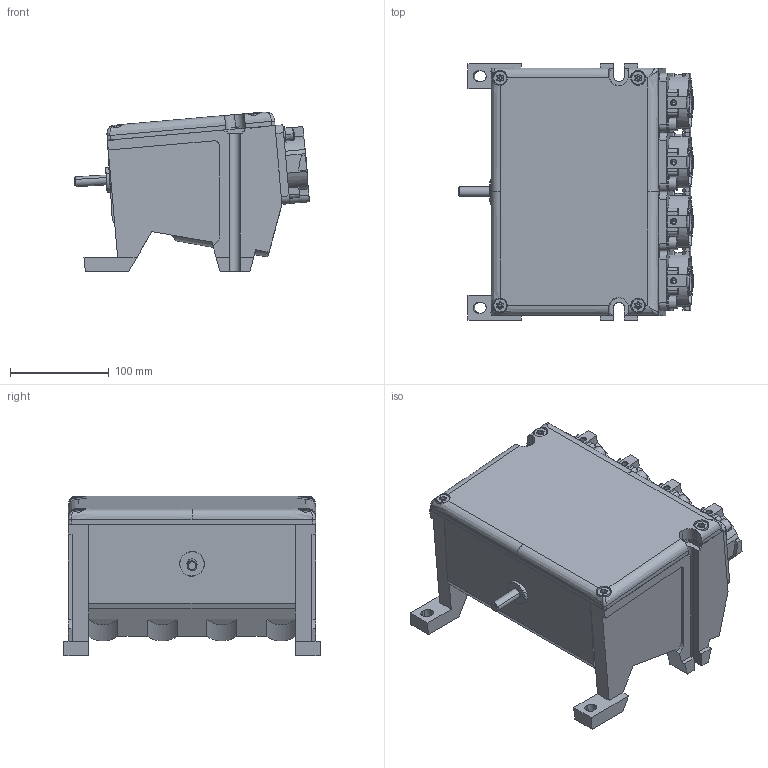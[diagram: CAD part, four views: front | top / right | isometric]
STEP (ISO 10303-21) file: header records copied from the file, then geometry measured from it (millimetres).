
FILE_DESCRIPTION(('CATIA V5 STEP Exchange','CAx-IF Rec.Pracs.--- Model Styling and Organization---1.4--- 2014-01-23'),'2;1');
FILE_NAME ('D1349566_2', '2019-09-10T07:45:17+00:00', ('none'), ('Weidmueller'), 'CATIA Version 5-6 Release 2016 SP3 HF44', 'CATIA V5 STEP AP214', 'none');
FILE_SCHEMA(('AUTOMOTIVE_DESIGN { 1 0 10303 214 1 1 1 1 }'));
Products named in the file (1): 1396250000
Bounding box: 237.43 x 259 x 161.63 mm (x, y, z)
Volume: 2217171 mm3; surface area: 894584.5 mm2
Topology: 61 solids, 61 shells, 2985 faces, 7622 edges, 4883 vertices
Faces by surface type: plane 1687, cylinder 898, cone 308, torus 68, bspline 22, extrusion 2
Entity records: 86013 total; most frequent: CARTESIAN_POINT 18471, ORIENTED_EDGE 15084, DIRECTION 11349, EDGE_CURVE 7542, VECTOR 4894, LINE 4892, VERTEX_POINT 4883, AXIS2_PLACEMENT_3D 4323
